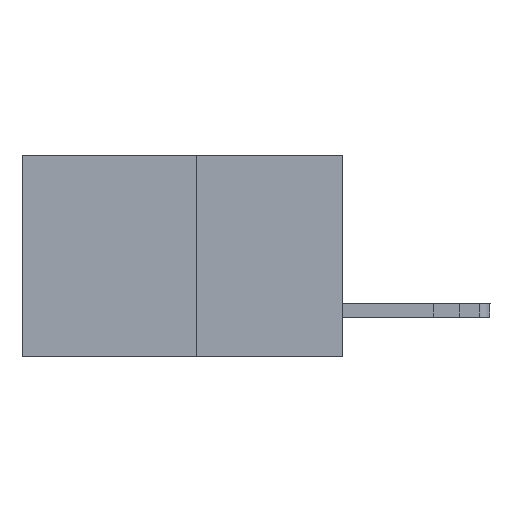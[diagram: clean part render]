
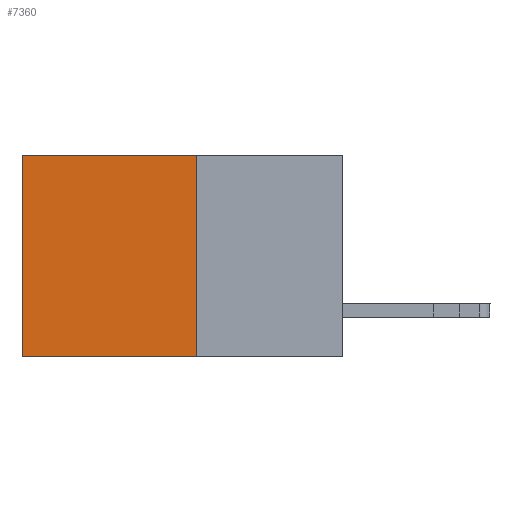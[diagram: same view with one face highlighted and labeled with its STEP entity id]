
A CAD part, left-side view. The second image highlights one B-rep face of the part: STEP entity #7360.
In plain terms, the highlighted planar face has unit normal (-1, 0, 0).
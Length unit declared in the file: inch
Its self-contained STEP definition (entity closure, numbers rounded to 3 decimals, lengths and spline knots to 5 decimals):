
#809 = CARTESIAN_POINT ( 'NONE',  ( 0.277, 0.27, -0.37 ) ) ;
#2107 = PLANE ( 'NONE',  #7070 ) ;
#4029 = LINE ( 'NONE', #27469, #21833 ) ;
#4359 = ORIENTED_EDGE ( 'NONE', *, *, #29477, .F. ) ;
#4439 = DIRECTION ( 'NONE',  ( 1., 0., 0. ) ) ;
#6399 = ORIENTED_EDGE ( 'NONE', *, *, #27605, .F. ) ;
#6639 = DIRECTION ( 'NONE',  ( 0., 1., 0. ) ) ;
#7070 = AXIS2_PLACEMENT_3D ( 'NONE', #25244, #4439, #20689 ) ;
#7360 = ADVANCED_FACE ( 'NONE', ( #16935 ), #2107, .F. ) ;
#8979 = EDGE_CURVE ( 'NONE', #9011, #26883, #11762, .T. ) ;
#9011 = VERTEX_POINT ( 'NONE', #27842 ) ;
#9059 = VECTOR ( 'NONE', #20295, 39.37008 ) ;
#10597 = VERTEX_POINT ( 'NONE', #22089 ) ;
#11762 = LINE ( 'NONE', #27742, #29583 ) ;
#12149 = ORIENTED_EDGE ( 'NONE', *, *, #8979, .T. ) ;
#12793 = LINE ( 'NONE', #809, #13497 ) ;
#13497 = VECTOR ( 'NONE', #19395, 39.37008 ) ;
#14128 = VERTEX_POINT ( 'NONE', #19515 ) ;
#15617 = EDGE_CURVE ( 'NONE', #26883, #14128, #28394, .T. ) ;
#16935 = FACE_OUTER_BOUND ( 'NONE', #22684, .T. ) ;
#18032 = CARTESIAN_POINT ( 'NONE',  ( 0.277, 0.59, 0. ) ) ;
#19395 = DIRECTION ( 'NONE',  ( 0., 0., -1. ) ) ;
#19515 = CARTESIAN_POINT ( 'NONE',  ( 0.277, 0.59, -0.37 ) ) ;
#20295 = DIRECTION ( 'NONE',  ( 0., 0., -1. ) ) ;
#20689 = DIRECTION ( 'NONE',  ( 0., 0., -1. ) ) ;
#21833 = VECTOR ( 'NONE', #6639, 39.37008 ) ;
#22089 = CARTESIAN_POINT ( 'NONE',  ( 0.277, 0.27, -0.37 ) ) ;
#22602 = CARTESIAN_POINT ( 'NONE',  ( 0.277, 0.59, -0.37 ) ) ;
#22684 = EDGE_LOOP ( 'NONE', ( #24673, #6399, #4359, #12149 ) ) ;
#24673 = ORIENTED_EDGE ( 'NONE', *, *, #15617, .T. ) ;
#25244 = CARTESIAN_POINT ( 'NONE',  ( 0.277, 0.27, -0.37 ) ) ;
#25405 = DIRECTION ( 'NONE',  ( 0., 1., 0. ) ) ;
#26883 = VERTEX_POINT ( 'NONE', #18032 ) ;
#27469 = CARTESIAN_POINT ( 'NONE',  ( 0.277, 0.27, -0.37 ) ) ;
#27605 = EDGE_CURVE ( 'NONE', #10597, #14128, #4029, .T. ) ;
#27742 = CARTESIAN_POINT ( 'NONE',  ( 0.277, 0.27, 0. ) ) ;
#27842 = CARTESIAN_POINT ( 'NONE',  ( 0.277, 0.27, 0. ) ) ;
#28394 = LINE ( 'NONE', #22602, #9059 ) ;
#29477 = EDGE_CURVE ( 'NONE', #9011, #10597, #12793, .T. ) ;
#29583 = VECTOR ( 'NONE', #25405, 39.37008 ) ;
